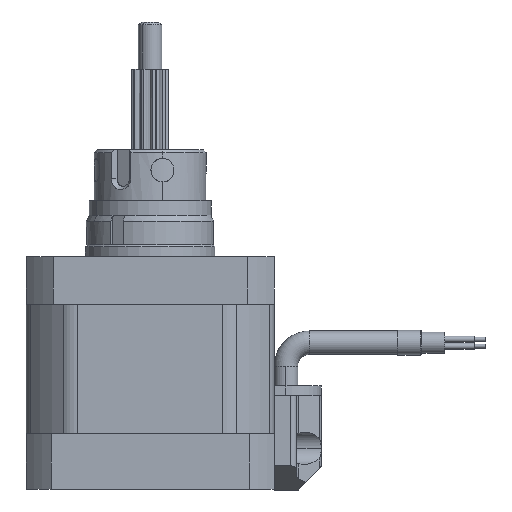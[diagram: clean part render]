
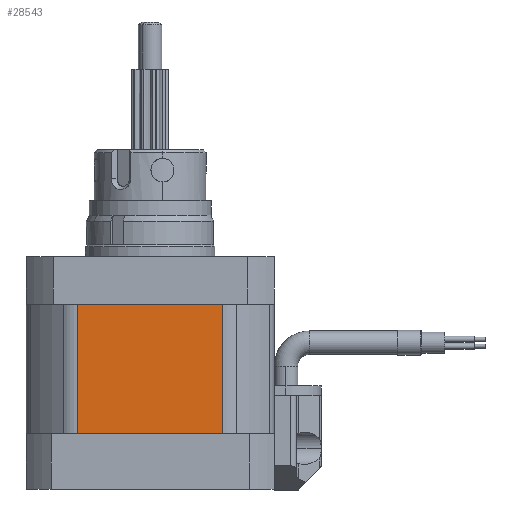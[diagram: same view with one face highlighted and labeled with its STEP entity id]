
A CAD part, left-side view. The second image highlights one B-rep face of the part: STEP entity #28543.
In plain terms, the highlighted planar face has unit normal (-1, 0, 0).
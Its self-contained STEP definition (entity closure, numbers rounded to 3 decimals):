
#3 = VECTOR ( 'NONE', #39863, 1000. ) ;
#1997 = CARTESIAN_POINT ( 'NONE',  ( -21.1, 12.361, -11. ) ) ;
#2135 = EDGE_CURVE ( 'NONE', #69841, #15269, #46576, .T. ) ;
#4526 = CARTESIAN_POINT ( 'NONE',  ( -21.1, 12.361, 11. ) ) ;
#4664 = DIRECTION ( 'NONE',  ( 0., 0., -1. ) ) ;
#7441 = DIRECTION ( 'NONE',  ( 0., -1., 0. ) ) ;
#7831 = LINE ( 'NONE', #1997, #9833 ) ;
#9833 = VECTOR ( 'NONE', #7441, 1000. ) ;
#11286 = VECTOR ( 'NONE', #4664, 1000. ) ;
#14603 = CARTESIAN_POINT ( 'NONE',  ( -21.1, -12.361, 11. ) ) ;
#15269 = VERTEX_POINT ( 'NONE', #15848 ) ;
#15848 = CARTESIAN_POINT ( 'NONE',  ( -21.1, 12.361, -11. ) ) ;
#18524 = CARTESIAN_POINT ( 'NONE',  ( -21.1, 12.361, 11. ) ) ;
#23578 = PLANE ( 'NONE',  #74361 ) ;
#24597 = ORIENTED_EDGE ( 'NONE', *, *, #60021, .T. ) ;
#28543 = ADVANCED_FACE ( 'NONE', ( #76731 ), #23578, .F. ) ;
#29175 = ORIENTED_EDGE ( 'NONE', *, *, #55627, .F. ) ;
#29234 = ORIENTED_EDGE ( 'NONE', *, *, #30177, .F. ) ;
#29845 = EDGE_LOOP ( 'NONE', ( #24597, #29234, #29175, #73287 ) ) ;
#30177 = EDGE_CURVE ( 'NONE', #43669, #71108, #59020, .T. ) ;
#32253 = VECTOR ( 'NONE', #70253, 1000. ) ;
#39863 = DIRECTION ( 'NONE',  ( 0., -1., 0. ) ) ;
#43669 = VERTEX_POINT ( 'NONE', #14603 ) ;
#46576 = LINE ( 'NONE', #71794, #32253 ) ;
#47280 = DIRECTION ( 'NONE',  ( 1., 0., 0. ) ) ;
#48643 = CARTESIAN_POINT ( 'NONE',  ( -21.1, -12.361, -11. ) ) ;
#55627 = EDGE_CURVE ( 'NONE', #69841, #43669, #75182, .T. ) ;
#59020 = LINE ( 'NONE', #69506, #11286 ) ;
#60021 = EDGE_CURVE ( 'NONE', #15269, #71108, #7831, .T. ) ;
#65902 = DIRECTION ( 'NONE',  ( 0., 0., -1. ) ) ;
#69506 = CARTESIAN_POINT ( 'NONE',  ( -21.1, -12.361, 11. ) ) ;
#69841 = VERTEX_POINT ( 'NONE', #75097 ) ;
#70253 = DIRECTION ( 'NONE',  ( 0., 0., -1. ) ) ;
#71108 = VERTEX_POINT ( 'NONE', #48643 ) ;
#71794 = CARTESIAN_POINT ( 'NONE',  ( -21.1, 12.361, 11. ) ) ;
#73287 = ORIENTED_EDGE ( 'NONE', *, *, #2135, .T. ) ;
#74361 = AXIS2_PLACEMENT_3D ( 'NONE', #18524, #47280, #65902 ) ;
#75097 = CARTESIAN_POINT ( 'NONE',  ( -21.1, 12.361, 11. ) ) ;
#75182 = LINE ( 'NONE', #4526, #3 ) ;
#76731 = FACE_OUTER_BOUND ( 'NONE', #29845, .T. ) ;
